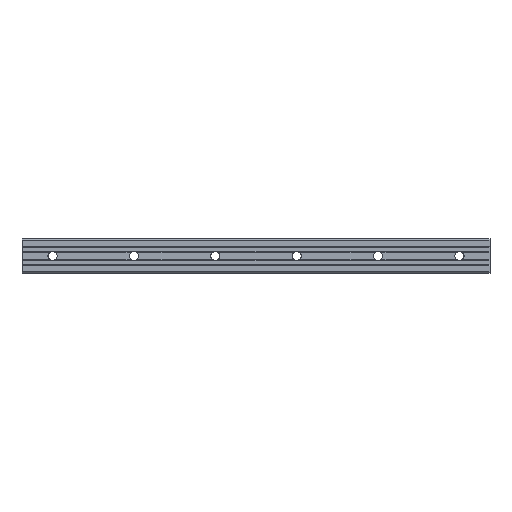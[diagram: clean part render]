
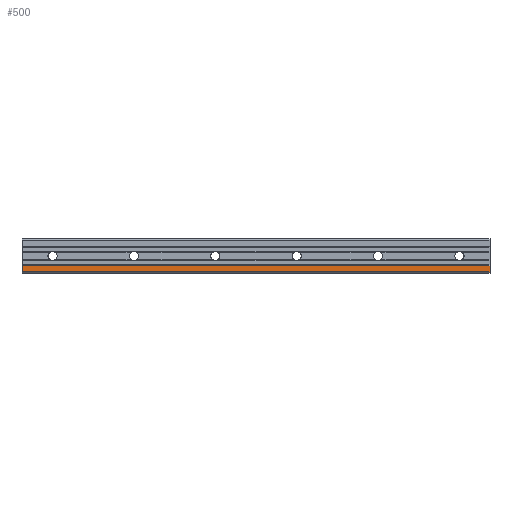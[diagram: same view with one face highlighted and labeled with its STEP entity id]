
A CAD part, front view. The second image highlights one B-rep face of the part: STEP entity #500.
In plain terms, the highlighted planar face has unit normal (0, -1, 0).
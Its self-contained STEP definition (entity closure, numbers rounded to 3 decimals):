
#42 = LINE ( 'NONE', #3632, #795 ) ;
#95 = CARTESIAN_POINT ( 'NONE',  ( -30., 0., -9.5 ) ) ;
#311 = DIRECTION ( 'NONE',  ( 1., 0., 0. ) ) ;
#324 = LINE ( 'NONE', #2648, #3384 ) ;
#411 = CARTESIAN_POINT ( 'NONE',  ( -30., 0., -15.5 ) ) ;
#500 = ADVANCED_FACE ( 'NONE', ( #3366 ), #726, .F. ) ;
#673 = EDGE_CURVE ( 'NONE', #2227, #1561, #1860, .T. ) ;
#685 = DIRECTION ( 'NONE',  ( 1., 0., 0. ) ) ;
#689 = DIRECTION ( 'NONE',  ( 0., 0., 1. ) ) ;
#726 = PLANE ( 'NONE',  #3425 ) ;
#750 = ORIENTED_EDGE ( 'NONE', *, *, #673, .F. ) ;
#795 = VECTOR ( 'NONE', #2724, 1000. ) ;
#962 = LINE ( 'NONE', #1905, #1359 ) ;
#1055 = EDGE_CURVE ( 'NONE', #2227, #3511, #42, .T. ) ;
#1095 = CARTESIAN_POINT ( 'NONE',  ( 430., 0., -9.5 ) ) ;
#1319 = DIRECTION ( 'NONE',  ( 0., 0., -1. ) ) ;
#1359 = VECTOR ( 'NONE', #1319, 1000. ) ;
#1368 = EDGE_CURVE ( 'NONE', #1561, #2338, #962, .T. ) ;
#1561 = VERTEX_POINT ( 'NONE', #1095 ) ;
#1683 = EDGE_CURVE ( 'NONE', #3511, #2338, #324, .T. ) ;
#1785 = ORIENTED_EDGE ( 'NONE', *, *, #1683, .T. ) ;
#1860 = LINE ( 'NONE', #3322, #2564 ) ;
#1905 = CARTESIAN_POINT ( 'NONE',  ( 430., 0., 16.739 ) ) ;
#1941 = ORIENTED_EDGE ( 'NONE', *, *, #1368, .F. ) ;
#2227 = VERTEX_POINT ( 'NONE', #95 ) ;
#2338 = VERTEX_POINT ( 'NONE', #2531 ) ;
#2531 = CARTESIAN_POINT ( 'NONE',  ( 430., 0., -15.5 ) ) ;
#2564 = VECTOR ( 'NONE', #685, 1000. ) ;
#2630 = ORIENTED_EDGE ( 'NONE', *, *, #1055, .T. ) ;
#2648 = CARTESIAN_POINT ( 'NONE',  ( 430., 0., -15.5 ) ) ;
#2720 = CARTESIAN_POINT ( 'NONE',  ( 430., 0., -9.5 ) ) ;
#2724 = DIRECTION ( 'NONE',  ( 0., 0., -1. ) ) ;
#3322 = CARTESIAN_POINT ( 'NONE',  ( 430., 0., -9.5 ) ) ;
#3329 = DIRECTION ( 'NONE',  ( 0., 1., 0. ) ) ;
#3366 = FACE_OUTER_BOUND ( 'NONE', #3373, .T. ) ;
#3373 = EDGE_LOOP ( 'NONE', ( #1785, #1941, #750, #2630 ) ) ;
#3384 = VECTOR ( 'NONE', #311, 1000. ) ;
#3425 = AXIS2_PLACEMENT_3D ( 'NONE', #2720, #3329, #689 ) ;
#3511 = VERTEX_POINT ( 'NONE', #411 ) ;
#3632 = CARTESIAN_POINT ( 'NONE',  ( -30., 0., 16.739 ) ) ;
